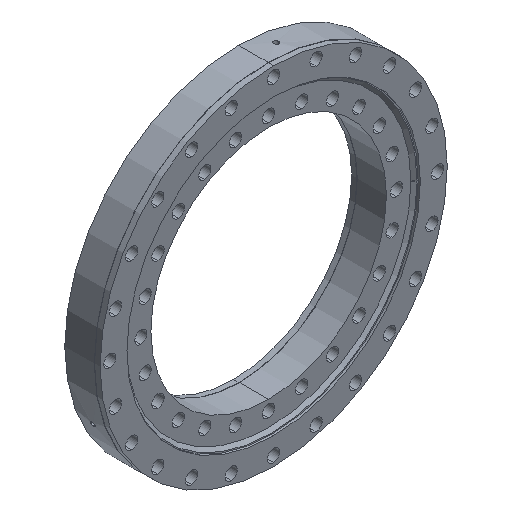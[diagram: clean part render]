
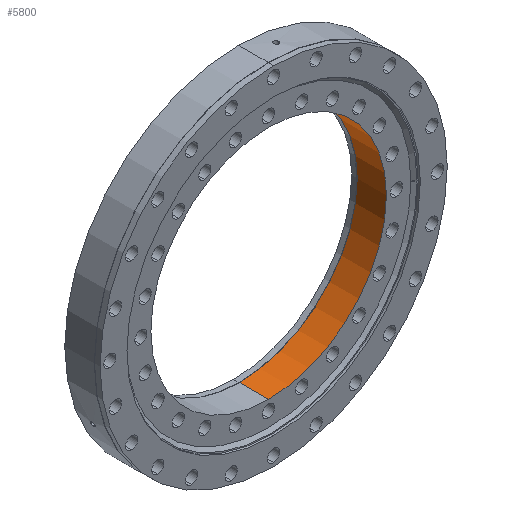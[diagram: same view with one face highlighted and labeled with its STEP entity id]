
A CAD part, isometric view. The second image highlights one B-rep face of the part: STEP entity #5800.
In plain terms, the highlighted cylindrical face has radius 212 mm (diameter 424 mm), a partial arc.
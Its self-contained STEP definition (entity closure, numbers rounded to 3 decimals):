
#15 = CIRCLE ( 'NONE', #5475, 212. ) ;
#541 = ORIENTED_EDGE ( 'NONE', *, *, #5028, .T. ) ;
#600 = VECTOR ( 'NONE', #5148, 1000. ) ;
#607 = ORIENTED_EDGE ( 'NONE', *, *, #5727, .F. ) ;
#754 = LINE ( 'NONE', #4903, #3761 ) ;
#773 = CARTESIAN_POINT ( 'NONE',  ( 0., -27., -212. ) ) ;
#1374 = EDGE_LOOP ( 'NONE', ( #1436, #607, #541, #2803 ) ) ;
#1436 = ORIENTED_EDGE ( 'NONE', *, *, #4834, .F. ) ;
#1677 = FACE_OUTER_BOUND ( 'NONE', #1374, .T. ) ;
#2677 = AXIS2_PLACEMENT_3D ( 'NONE', #5124, #5171, #5232 ) ;
#2803 = ORIENTED_EDGE ( 'NONE', *, *, #4605, .F. ) ;
#3069 = CARTESIAN_POINT ( 'NONE',  ( 0., 31.029, 0. ) ) ;
#3080 = DIRECTION ( 'NONE',  ( 0., 1., 0. ) ) ;
#3498 = CARTESIAN_POINT ( 'NONE',  ( 0., -27., 212. ) ) ;
#3501 = LINE ( 'NONE', #5112, #600 ) ;
#3528 = VERTEX_POINT ( 'NONE', #3498 ) ;
#3530 = DIRECTION ( 'NONE',  ( 0., 0., 1. ) ) ;
#3761 = VECTOR ( 'NONE', #4555, 1000. ) ;
#4261 = VERTEX_POINT ( 'NONE', #5839 ) ;
#4555 = DIRECTION ( 'NONE',  ( 0., 1., 0. ) ) ;
#4605 = EDGE_CURVE ( 'NONE', #5250, #4261, #15, .T. ) ;
#4627 = AXIS2_PLACEMENT_3D ( 'NONE', #3069, #3080, #3530 ) ;
#4834 = EDGE_CURVE ( 'NONE', #5365, #5250, #754, .T. ) ;
#4903 = CARTESIAN_POINT ( 'NONE',  ( 0., 31.029, -212. ) ) ;
#4954 = CYLINDRICAL_SURFACE ( 'NONE', #4627, 212. ) ;
#5028 = EDGE_CURVE ( 'NONE', #3528, #4261, #3501, .T. ) ;
#5031 = CIRCLE ( 'NONE', #2677, 212. ) ;
#5112 = CARTESIAN_POINT ( 'NONE',  ( 0., 31.029, 212. ) ) ;
#5124 = CARTESIAN_POINT ( 'NONE',  ( 0., -27., 0. ) ) ;
#5148 = DIRECTION ( 'NONE',  ( 0., 1., 0. ) ) ;
#5171 = DIRECTION ( 'NONE',  ( 0., 1., 0. ) ) ;
#5232 = DIRECTION ( 'NONE',  ( 0., 0., 1. ) ) ;
#5250 = VERTEX_POINT ( 'NONE', #5817 ) ;
#5365 = VERTEX_POINT ( 'NONE', #773 ) ;
#5475 = AXIS2_PLACEMENT_3D ( 'NONE', #5679, #5687, #5645 ) ;
#5645 = DIRECTION ( 'NONE',  ( 0., 0., 1. ) ) ;
#5679 = CARTESIAN_POINT ( 'NONE',  ( 0., 26., 0. ) ) ;
#5687 = DIRECTION ( 'NONE',  ( 0., -1., 0. ) ) ;
#5727 = EDGE_CURVE ( 'NONE', #3528, #5365, #5031, .T. ) ;
#5800 = ADVANCED_FACE ( 'NONE', ( #1677 ), #4954, .F. ) ;
#5817 = CARTESIAN_POINT ( 'NONE',  ( 0., 26., -212. ) ) ;
#5839 = CARTESIAN_POINT ( 'NONE',  ( 0., 26., 212. ) ) ;
